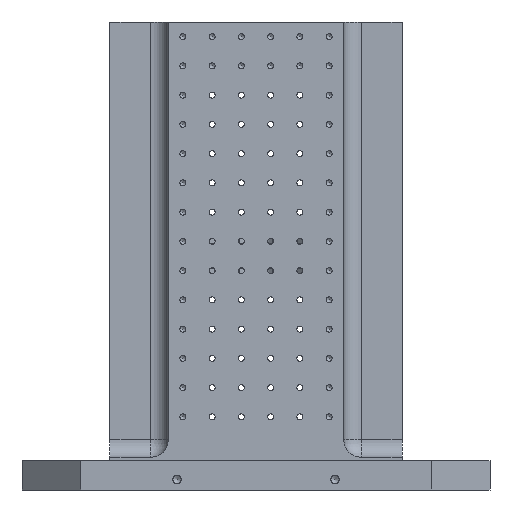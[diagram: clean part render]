
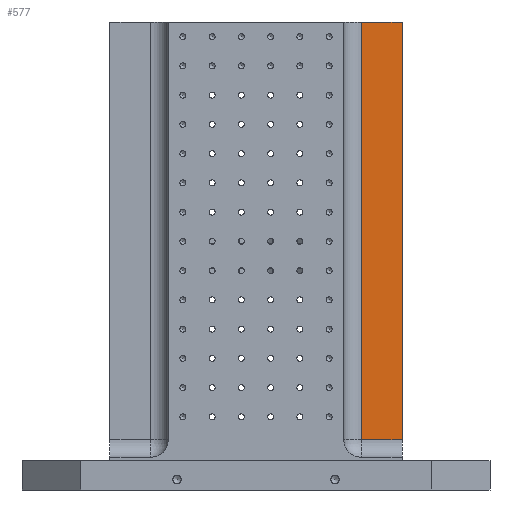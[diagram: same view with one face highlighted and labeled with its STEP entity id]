
A CAD part, front view. The second image highlights one B-rep face of the part: STEP entity #577.
In plain terms, the highlighted planar face has unit normal (0, -1, 0).
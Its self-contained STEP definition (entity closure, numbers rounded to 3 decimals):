
#577 = ADVANCED_FACE( '', ( #2330 ), #2331, .F. );
#2330 = FACE_OUTER_BOUND( '', #5165, .T. );
#2331 = PLANE( '', #5166 );
#5165 = EDGE_LOOP( '', ( #10287, #10288, #10289, #10290 ) );
#5166 = AXIS2_PLACEMENT_3D( '', #10291, #10292, #10293 );
#10287 = ORIENTED_EDGE( '', *, *, #13989, .T. );
#10288 = ORIENTED_EDGE( '', *, *, #13806, .T. );
#10289 = ORIENTED_EDGE( '', *, *, #14043, .F. );
#10290 = ORIENTED_EDGE( '', *, *, #13645, .F. );
#10291 = CARTESIAN_POINT( '', ( 0., -150., 800. ) );
#10292 = DIRECTION( '', ( 0., 1., 0. ) );
#10293 = DIRECTION( '', ( -1., 0., 0. ) );
#13645 = EDGE_CURVE( '', #16109, #16111, #16112, .T. );
#13806 = EDGE_CURVE( '', #16376, #16373, #16377, .F. );
#13989 = EDGE_CURVE( '', #16109, #16376, #16642, .T. );
#14043 = EDGE_CURVE( '', #16111, #16373, #16726, .T. );
#16109 = VERTEX_POINT( '', #21331 );
#16111 = VERTEX_POINT( '', #21333 );
#16112 = LINE( '', #21334, #21335 );
#16373 = VERTEX_POINT( '', #21703 );
#16376 = VERTEX_POINT( '', #21706 );
#16377 = LINE( '', #21707, #21708 );
#16642 = LINE( '', #22307, #22308 );
#16726 = LINE( '', #22415, #22416 );
#21331 = CARTESIAN_POINT( '', ( 180., -150., 800. ) );
#21333 = CARTESIAN_POINT( '', ( 250., -150., 800. ) );
#21334 = CARTESIAN_POINT( '', ( 0., -150., 800. ) );
#21335 = VECTOR( '', #25136, 1000. );
#21703 = CARTESIAN_POINT( '', ( 250., -150., 86. ) );
#21706 = CARTESIAN_POINT( '', ( 180., -150., 86. ) );
#21707 = CARTESIAN_POINT( '', ( 0., -150., 86. ) );
#21708 = VECTOR( '', #25458, 1000. );
#22307 = CARTESIAN_POINT( '', ( 180., -150., 56. ) );
#22308 = VECTOR( '', #25789, 1000. );
#22415 = CARTESIAN_POINT( '', ( 250., -150., 800. ) );
#22416 = VECTOR( '', #25903, 1000. );
#25136 = DIRECTION( '', ( 1., 0., 0. ) );
#25458 = DIRECTION( '', ( -1., 0., 0. ) );
#25789 = DIRECTION( '', ( 0., 0., -1. ) );
#25903 = DIRECTION( '', ( 0., 0., -1. ) );
